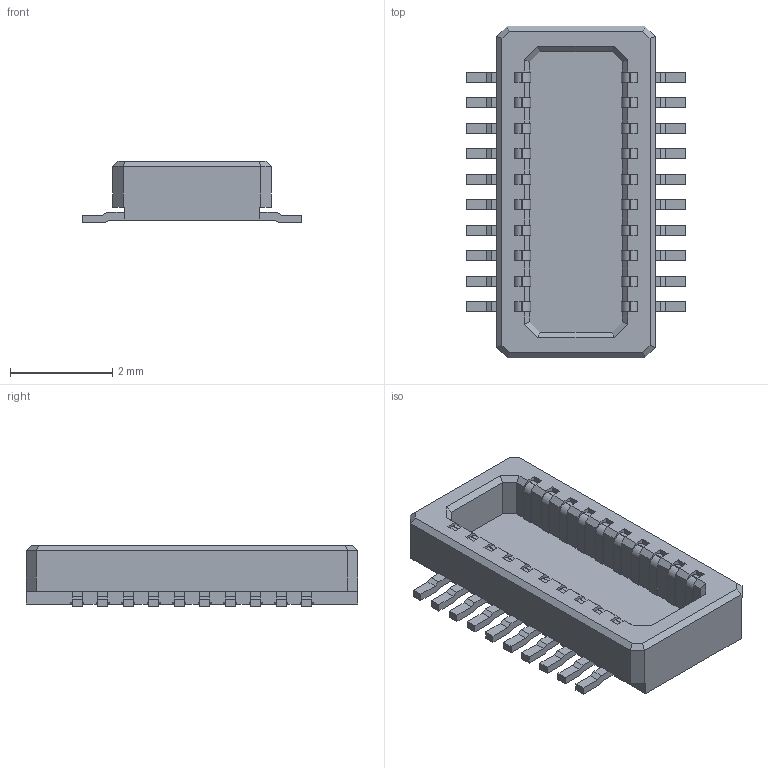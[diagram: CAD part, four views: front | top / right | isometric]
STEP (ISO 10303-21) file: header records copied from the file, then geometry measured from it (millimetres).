
FILE_DESCRIPTION(/* description */ ('Unknown'),/* implementation_level */ '2;1');
FILE_NAME(/* name */ 'J_Wurth_WR-BTB_658511223020',/* time_stamp */ '2025-05-22T16:47:04+08:00',/* author */ ('Unknown'),/* organization */ ('Unknown'),/* preprocessor_version */ 'ST-DEVELOPER v19.4',/* originating_system */ 'Solid Edge',/* authorisation */ 'Unknown');
FILE_SCHEMA (('AUTOMOTIVE_DESIGN {1 0 10303 214 3 1 1}'));
Length unit declared in the file: millimetre
Products named in the file (2): J_Wurth_WR-BTB_658511223020
Assembly tree (1 placements, depth 2):
  J_Wurth_WR-BTB_658511223020
    J_Wurth_WR-BTB_658511223020
Bounding box: 4.3 x 6.5 x 1.2 mm (x, y, z)
Volume: 14 mm3; surface area: 95.8 mm2
Topology: 1 solids, 1 shells, 839 faces, 2292 edges, 1456 vertices
Faces by surface type: plane 719, cylinder 120
Entity records: 31914 total; most frequent: CARTESIAN_POINT 4589, ORIENTED_EDGE 4584, DIRECTION 4294, EDGE_CURVE 2292, LINE 1972, VECTOR 1972, VERTEX_POINT 1456, AXIS2_PLACEMENT_3D 1161
